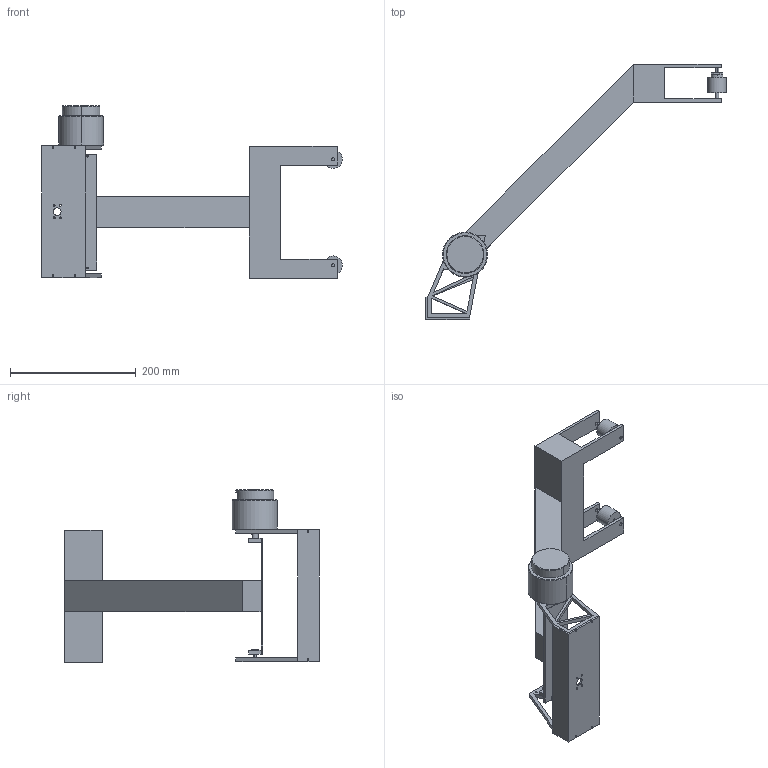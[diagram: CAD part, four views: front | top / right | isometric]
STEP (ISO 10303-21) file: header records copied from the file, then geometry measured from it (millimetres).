
FILE_DESCRIPTION((''),'2;1');
FILE_NAME('RM-000_ASM','2018-03-17T23:46:06',('Menger'),(''),'CREO PARAMETRIC BY PTC INC, 2017260','CREO PARAMETRIC BY PTC INC, 2017260','');
FILE_SCHEMA(('CONFIG_CONTROL_DESIGN'));
Length unit declared in the file: inch
Products named in the file (12): 00; 0002; 000; 662300; P_0001; P00; RM-_A; M3_500; 0005; RM-000; RM-000_ASM
Assembly tree (13 placements, depth 2):
  RM-000_ASM
    00
    0002
    000
    662300
    P_0001
    P00
    RM-_A
    M3_500
    000
    0005  x2
    RM-000  x2
Bounding box: 479.1 x 405.93 x 274.5 mm (x, y, z)
Volume: 1930706.8 mm3; surface area: 278056.6 mm2
Topology: 13 solids, 13 shells, 493 faces, 1291 edges, 842 vertices
Faces by surface type: plane 329, cylinder 136, cone 28
Entity records: 14466 total; most frequent: CARTESIAN_POINT 2728, DIRECTION 2349, ORIENTED_EDGE 2346, EDGE_CURVE 1173, VECTOR 893, LINE 893, VERTEX_POINT 774, AXIS2_PLACEMENT_3D 728
